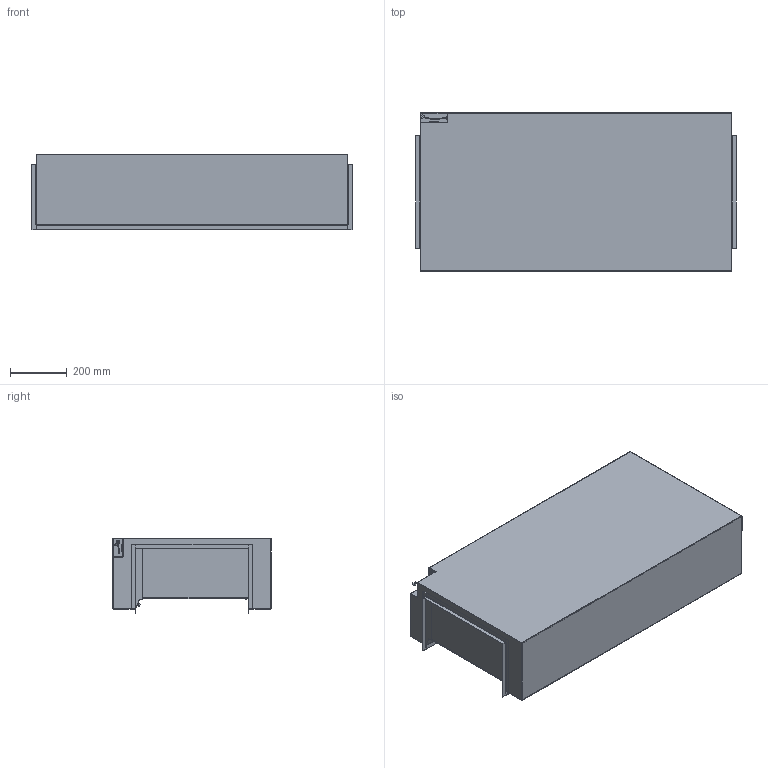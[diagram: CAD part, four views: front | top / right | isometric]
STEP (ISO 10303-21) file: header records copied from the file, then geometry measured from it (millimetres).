
FILE_DESCRIPTION (( 'STEP AP214' ), '1' );
FILE_NAME ('Luminosa 110 Engine.STEP', '2025-12-08T13:12:00', ( '' ), ( '' ), 'SwSTEP 2.0', 'SolidWorks 2024', '' );
FILE_SCHEMA (( 'AUTOMOTIVE_DESIGN' ));
Length unit declared in the file: millimetre
Products named in the file (1): Luminosa 110 Engine
Bounding box: 1132 x 560 x 266 mm (x, y, z)
Volume: 4586627.4 mm3; surface area: 5976788.1 mm2
Topology: 20 solids, 20 shells, 889 faces, 2376 edges, 1536 vertices
Faces by surface type: plane 837, cylinder 42, bspline 5, sphere 3, torus 2
Entity records: 28115 total; most frequent: CARTESIAN_POINT 5290, ORIENTED_EDGE 4734, DIRECTION 4223, EDGE_CURVE 2367, VECTOR 2265, LINE 2265, VERTEX_POINT 1530, EDGE_LOOP 1155
